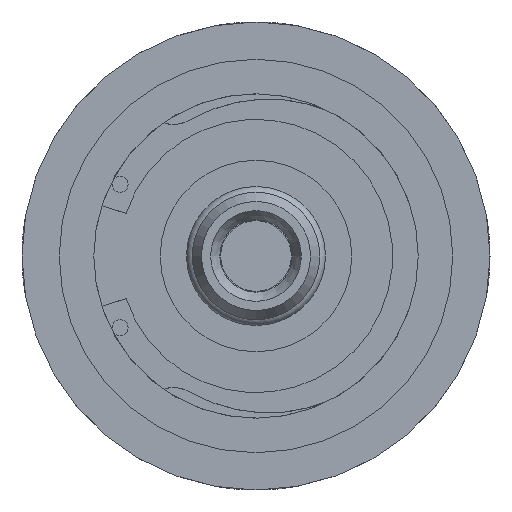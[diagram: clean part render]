
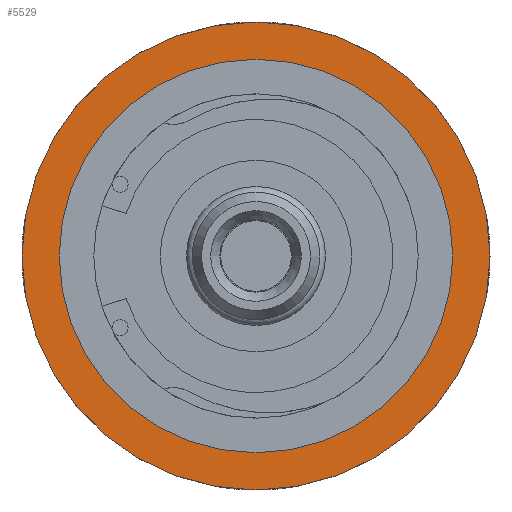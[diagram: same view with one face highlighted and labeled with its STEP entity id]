
A CAD part, left-side view. The second image highlights one B-rep face of the part: STEP entity #5529.
In plain terms, the highlighted planar face has unit normal (-1, 0, 0).
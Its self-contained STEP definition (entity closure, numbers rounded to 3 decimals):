
#100=FACE_BOUND('',#2152,.T.);
#1281=PLANE('',#5881);
#1807=FACE_OUTER_BOUND('',#2151,.T.);
#2151=EDGE_LOOP('',(#5127,#5128));
#2152=EDGE_LOOP('',(#5129,#5130));
#2247=CIRCLE('',#5863,22.);
#2248=CIRCLE('',#5864,22.);
#2255=CIRCLE('',#5879,18.496);
#2256=CIRCLE('',#5880,18.496);
#2776=VERTEX_POINT('',#10354);
#2777=VERTEX_POINT('',#10356);
#2788=VERTEX_POINT('',#10426);
#2789=VERTEX_POINT('',#10427);
#3554=EDGE_CURVE('',#2776,#2777,#2247,.T.);
#3555=EDGE_CURVE('',#2777,#2776,#2248,.T.);
#3570=EDGE_CURVE('',#2788,#2789,#2255,.T.);
#3571=EDGE_CURVE('',#2789,#2788,#2256,.T.);
#5127=ORIENTED_EDGE('',*,*,#3555,.F.);
#5128=ORIENTED_EDGE('',*,*,#3554,.F.);
#5129=ORIENTED_EDGE('',*,*,#3570,.T.);
#5130=ORIENTED_EDGE('',*,*,#3571,.T.);
#5529=ADVANCED_FACE('',(#1807,#100),#1281,.T.);
#5863=AXIS2_PLACEMENT_3D('',#10357,#6965,#6966);
#5864=AXIS2_PLACEMENT_3D('',#10358,#6967,#6968);
#5879=AXIS2_PLACEMENT_3D('',#10428,#7003,#7004);
#5880=AXIS2_PLACEMENT_3D('',#10429,#7005,#7006);
#5881=AXIS2_PLACEMENT_3D('',#10431,#7008,#7009);
#6965=DIRECTION('center_axis',(1.,0.,0.));
#6966=DIRECTION('ref_axis',(0.,1.,0.));
#6967=DIRECTION('center_axis',(1.,0.,0.));
#6968=DIRECTION('ref_axis',(0.,1.,0.));
#7003=DIRECTION('center_axis',(1.,0.,0.));
#7004=DIRECTION('ref_axis',(0.,1.,0.));
#7005=DIRECTION('center_axis',(1.,0.,0.));
#7006=DIRECTION('ref_axis',(0.,1.,0.));
#7008=DIRECTION('center_axis',(-1.,0.,0.));
#7009=DIRECTION('ref_axis',(0.,0.,1.));
#10354=CARTESIAN_POINT('',(6.,-22.,0.));
#10356=CARTESIAN_POINT('',(6.,22.,0.));
#10357=CARTESIAN_POINT('Origin',(6.,0.,0.));
#10358=CARTESIAN_POINT('Origin',(6.,0.,0.));
#10426=CARTESIAN_POINT('',(6.,18.496,0.));
#10427=CARTESIAN_POINT('',(6.,-18.496,0.));
#10428=CARTESIAN_POINT('Origin',(6.,0.,0.));
#10429=CARTESIAN_POINT('Origin',(6.,0.,0.));
#10431=CARTESIAN_POINT('Origin',(6.,20.248,0.));
